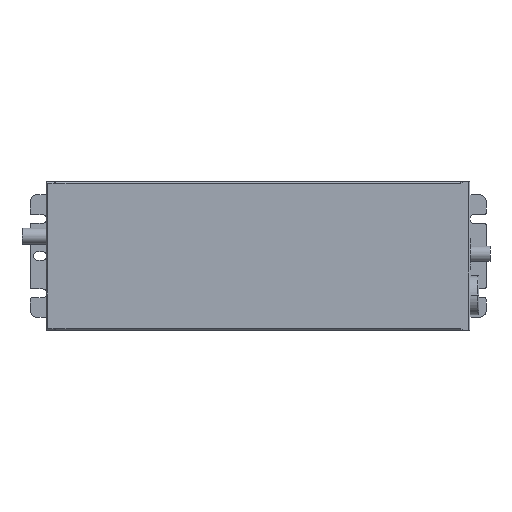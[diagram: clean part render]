
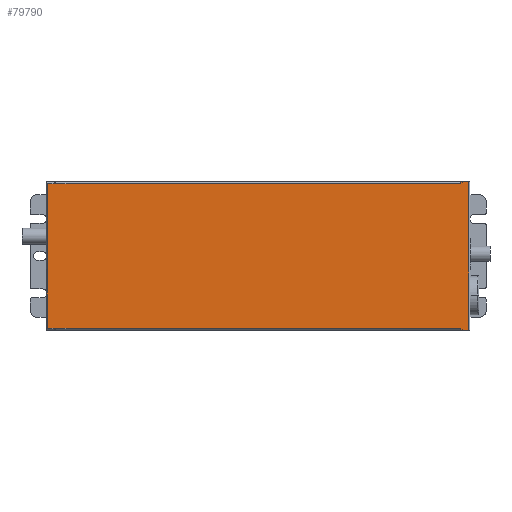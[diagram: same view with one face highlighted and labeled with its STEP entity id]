
A CAD part, top view. The second image highlights one B-rep face of the part: STEP entity #79790.
In plain terms, the highlighted face is planar.
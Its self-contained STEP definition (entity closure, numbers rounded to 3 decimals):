
#11390=CARTESIAN_POINT('',(-33.7,20.95,107.5));
#11400=DIRECTION('',(1.,0.,0.));
#11410=VECTOR('',#11400,1.);
#11420=LINE('',#11390,#11410);
#11430=CARTESIAN_POINT('',(-33.7,20.95,107.5));
#11440=VERTEX_POINT('',#11430);
#11450=CARTESIAN_POINT('',(-33.,20.95,107.5));
#11460=VERTEX_POINT('',#11450);
#11470=EDGE_CURVE('',#11440,#11460,#11420,.T.);
#14170=CARTESIAN_POINT('',(34.,20.95,-78.3));
#14180=VERTEX_POINT('',#14170);
#14210=CARTESIAN_POINT('',(34.,20.95,-81.4));
#14220=DIRECTION('',(0.,0.,1.));
#14230=VECTOR('',#14220,1.);
#14240=LINE('',#14210,#14230);
#14250=CARTESIAN_POINT('',(34.,20.95,-81.4));
#14260=VERTEX_POINT('',#14250);
#14270=EDGE_CURVE('',#14260,#14180,#14240,.T.);
#69240=CARTESIAN_POINT('',(-33.7,20.95,108.3));
#69250=VERTEX_POINT('',#69240);
#69280=CARTESIAN_POINT('',(-33.7,20.95,108.3));
#69290=DIRECTION('',(1.,0.,0.));
#69300=VECTOR('',#69290,1.);
#69310=LINE('',#69280,#69300);
#69320=CARTESIAN_POINT('',(-33.,20.95,108.3));
#69330=VERTEX_POINT('',#69320);
#69340=EDGE_CURVE('',#69250,#69330,#69310,.T.);
#71660=CARTESIAN_POINT('',(-34.,20.95,-81.4));
#71670=VERTEX_POINT('',#71660);
#71700=CARTESIAN_POINT('',(-34.,20.95,-81.4));
#71710=DIRECTION('',(0.,0.,1.));
#71720=VECTOR('',#71710,1.);
#71730=LINE('',#71700,#71720);
#71740=CARTESIAN_POINT('',(-34.,20.95,-78.3));
#71750=VERTEX_POINT('',#71740);
#71760=EDGE_CURVE('',#71670,#71750,#71730,.T.);
#77620=CARTESIAN_POINT('',(33.,20.95,107.5));
#77630=VERTEX_POINT('',#77620);
#77640=CARTESIAN_POINT('',(33.7,20.95,107.5));
#77650=VERTEX_POINT('',#77640);
#77660=EDGE_CURVE('',#77630,#77650,#11420,.T.);
#77910=CARTESIAN_POINT('',(-33.,20.95,108.3));
#77920=DIRECTION('',(0.,0.,1.));
#77930=VECTOR('',#77920,1.);
#77940=LINE('',#77910,#77930);
#77950=CARTESIAN_POINT('',(-33.,20.95,111.4));
#77960=VERTEX_POINT('',#77950);
#77970=EDGE_CURVE('',#69330,#77960,#77940,.T.);
#78690=CARTESIAN_POINT('',(-33.7,20.95,107.5));
#78700=DIRECTION('',(0.,0.,1.));
#78710=VECTOR('',#78700,1.);
#78720=LINE('',#78690,#78710);
#78730=EDGE_CURVE('',#11440,#69250,#78720,.T.);
#78810=CARTESIAN_POINT('',(34.,20.95,108.3));
#78820=DIRECTION('',(0.,1.,-0.));
#78830=DIRECTION('',(-1.,0.,0.));
#78840=AXIS2_PLACEMENT_3D('',#78810,#78820,#78830);
#78850=PLANE('',#78840);
#78860=ORIENTED_EDGE('',*,*,#69340,.T.);
#78870=ORIENTED_EDGE('',*,*,#78730,.T.);
#78880=ORIENTED_EDGE('',*,*,#11470,.F.);
#78890=CARTESIAN_POINT('',(-33.,20.95,-77.5));
#78900=DIRECTION('',(0.,0.,1.));
#78910=VECTOR('',#78900,1.);
#78920=LINE('',#78890,#78910);
#78930=CARTESIAN_POINT('',(-33.,20.95,-77.5));
#78940=VERTEX_POINT('',#78930);
#78950=EDGE_CURVE('',#78940,#11460,#78920,.T.);
#78960=ORIENTED_EDGE('',*,*,#78950,.T.);
#78970=CARTESIAN_POINT('',(-33.7,20.95,-77.5));
#78980=DIRECTION('',(1.,0.,0.));
#78990=VECTOR('',#78980,1.);
#79000=LINE('',#78970,#78990);
#79010=CARTESIAN_POINT('',(-33.7,20.95,-77.5));
#79020=VERTEX_POINT('',#79010);
#79030=EDGE_CURVE('',#79020,#78940,#79000,.T.);
#79040=ORIENTED_EDGE('',*,*,#79030,.T.);
#79050=CARTESIAN_POINT('',(-33.7,20.95,-78.3));
#79060=DIRECTION('',(0.,0.,1.));
#79070=VECTOR('',#79060,1.);
#79080=LINE('',#79050,#79070);
#79090=CARTESIAN_POINT('',(-33.7,20.95,-78.3));
#79100=VERTEX_POINT('',#79090);
#79110=EDGE_CURVE('',#79100,#79020,#79080,.T.);
#79120=ORIENTED_EDGE('',*,*,#79110,.T.);
#79130=CARTESIAN_POINT('',(34.,20.95,-78.3));
#79140=DIRECTION('',(-1.,0.,0.));
#79150=VECTOR('',#79140,1.);
#79160=LINE('',#79130,#79150);
#79170=EDGE_CURVE('',#79100,#71750,#79160,.T.);
#79180=ORIENTED_EDGE('',*,*,#79170,.F.);
#79190=ORIENTED_EDGE('',*,*,#71760,.T.);
#79200=CARTESIAN_POINT('',(34.,20.95,-81.4));
#79210=DIRECTION('',(-1.,0.,0.));
#79220=VECTOR('',#79210,1.);
#79230=LINE('',#79200,#79220);
#79240=EDGE_CURVE('',#14260,#71670,#79230,.T.);
#79250=ORIENTED_EDGE('',*,*,#79240,.T.);
#79260=ORIENTED_EDGE('',*,*,#14270,.F.);
#79270=CARTESIAN_POINT('',(33.7,20.95,-78.3));
#79280=VERTEX_POINT('',#79270);
#79290=EDGE_CURVE('',#14180,#79280,#79160,.T.);
#79300=ORIENTED_EDGE('',*,*,#79290,.F.);
#79310=CARTESIAN_POINT('',(33.7,20.95,-77.5));
#79320=DIRECTION('',(0.,0.,-1.));
#79330=VECTOR('',#79320,1.);
#79340=LINE('',#79310,#79330);
#79350=CARTESIAN_POINT('',(33.7,20.95,-77.5));
#79360=VERTEX_POINT('',#79350);
#79370=EDGE_CURVE('',#79360,#79280,#79340,.T.);
#79380=ORIENTED_EDGE('',*,*,#79370,.T.);
#79390=CARTESIAN_POINT('',(33.,20.95,-77.5));
#79400=VERTEX_POINT('',#79390);
#79410=EDGE_CURVE('',#79400,#79360,#79000,.T.);
#79420=ORIENTED_EDGE('',*,*,#79410,.T.);
#79430=CARTESIAN_POINT('',(33.,20.95,107.5));
#79440=DIRECTION('',(0.,0.,-1.));
#79450=VECTOR('',#79440,1.);
#79460=LINE('',#79430,#79450);
#79470=EDGE_CURVE('',#77630,#79400,#79460,.T.);
#79480=ORIENTED_EDGE('',*,*,#79470,.T.);
#79490=ORIENTED_EDGE('',*,*,#77660,.F.);
#79500=CARTESIAN_POINT('',(33.7,20.95,108.3));
#79510=DIRECTION('',(0.,0.,-1.));
#79520=VECTOR('',#79510,1.);
#79530=LINE('',#79500,#79520);
#79540=CARTESIAN_POINT('',(33.7,20.95,108.3));
#79550=VERTEX_POINT('',#79540);
#79560=EDGE_CURVE('',#79550,#77650,#79530,.T.);
#79570=ORIENTED_EDGE('',*,*,#79560,.T.);
#79580=CARTESIAN_POINT('',(33.,20.95,108.3));
#79590=VERTEX_POINT('',#79580);
#79600=EDGE_CURVE('',#79590,#79550,#69310,.T.);
#79610=ORIENTED_EDGE('',*,*,#79600,.T.);
#79620=CARTESIAN_POINT('',(33.,20.95,111.4));
#79630=DIRECTION('',(0.,0.,-1.));
#79640=VECTOR('',#79630,1.);
#79650=LINE('',#79620,#79640);
#79660=CARTESIAN_POINT('',(33.,20.95,111.4));
#79670=VERTEX_POINT('',#79660);
#79680=EDGE_CURVE('',#79670,#79590,#79650,.T.);
#79690=ORIENTED_EDGE('',*,*,#79680,.T.);
#79700=CARTESIAN_POINT('',(-33.,20.95,111.4));
#79710=DIRECTION('',(1.,0.,0.));
#79720=VECTOR('',#79710,1.);
#79730=LINE('',#79700,#79720);
#79740=EDGE_CURVE('',#77960,#79670,#79730,.T.);
#79750=ORIENTED_EDGE('',*,*,#79740,.T.);
#79760=ORIENTED_EDGE('',*,*,#77970,.T.);
#79770=EDGE_LOOP('',(#79760,#79750,#79690,#79610,#79570,#79490,#79480,
#79420,#79380,#79300,#79260,#79250,#79190,#79180,#79120,#79040,#78960,
#78880,#78870,#78860));
#79780=FACE_OUTER_BOUND('',#79770,.T.);
#79790=ADVANCED_FACE('',(#79780),#78850,.T.);
